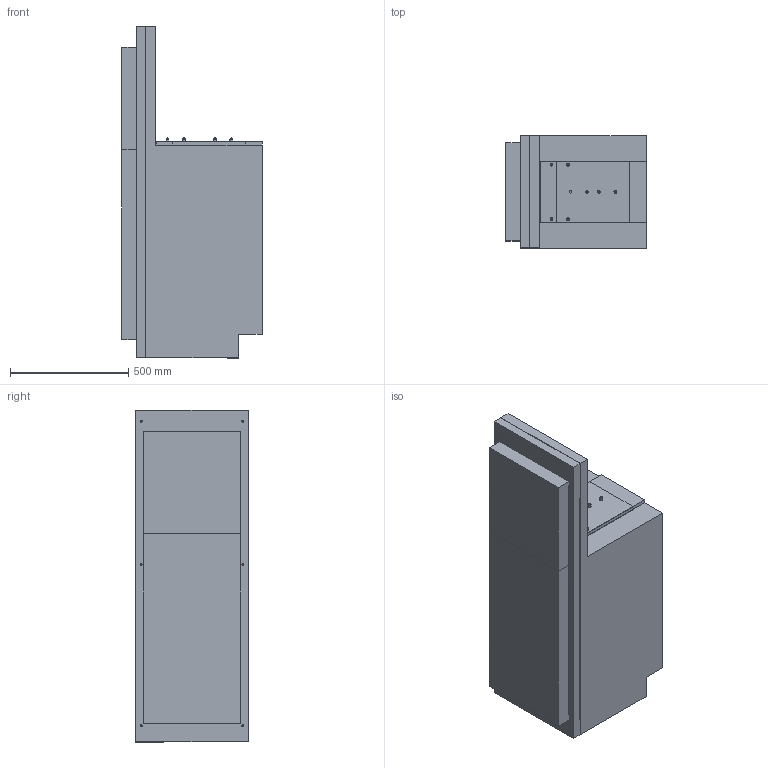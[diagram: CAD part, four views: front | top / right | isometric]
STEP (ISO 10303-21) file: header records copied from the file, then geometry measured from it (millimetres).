
FILE_DESCRIPTION(/* description */ (''),/* implementation_level */ '2;1');
FILE_NAME(/* name */ '300mm_Loadport.step',/* time_stamp */ '2021-11-06T13:49:40+09:00',/* author */ (''),/* organization */ (''),/* preprocessor_version */ 'ST-DEVELOPER v18.1',/* originating_system */ 'Autodesk Translation Framework v10.10.0.1391',/* authorisation */ '');
FILE_SCHEMA (('AUTOMOTIVE_DESIGN { 1 0 10303 214 3 1 1 }'));
Length unit declared in the file: millimetre
Products named in the file (8): 300mm_Loadport; 300mm Loadport; FIMS Door; LP_Body; Undock-Position; Dock-Position; Reserved space when door opening; SEMI E63 BOLTS/M
Assembly tree (7 placements, depth 3):
  300mm_Loadport
    300mm Loadport
      FIMS Door
      LP_Body
      Undock-Position
      Dock-Position
      Reserved space when door opening
    SEMI E63 BOLTS/M
Bounding box: 593 x 475 x 1403 mm (x, y, z)
Volume: 279042982.9 mm3; surface area: 4692060.9 mm2
Topology: 12 solids, 12 shells, 267 faces, 562 edges, 338 vertices
Faces by surface type: plane 101, cylinder 86, bspline 32, torus 22, sphere 20, cone 6
Full cylindrical faces by diameter (mm): 5 x2, 5.884 x6, 8 x12, 9 x2, 10 x2, 55 x2
Entity records: 8056 total; most frequent: CARTESIAN_POINT 2139, DIRECTION 1234, ORIENTED_EDGE 1108, EDGE_CURVE 554, AXIS2_PLACEMENT_3D 489, VERTEX_POINT 338, EDGE_LOOP 314, FACE_OUTER_BOUND 267
